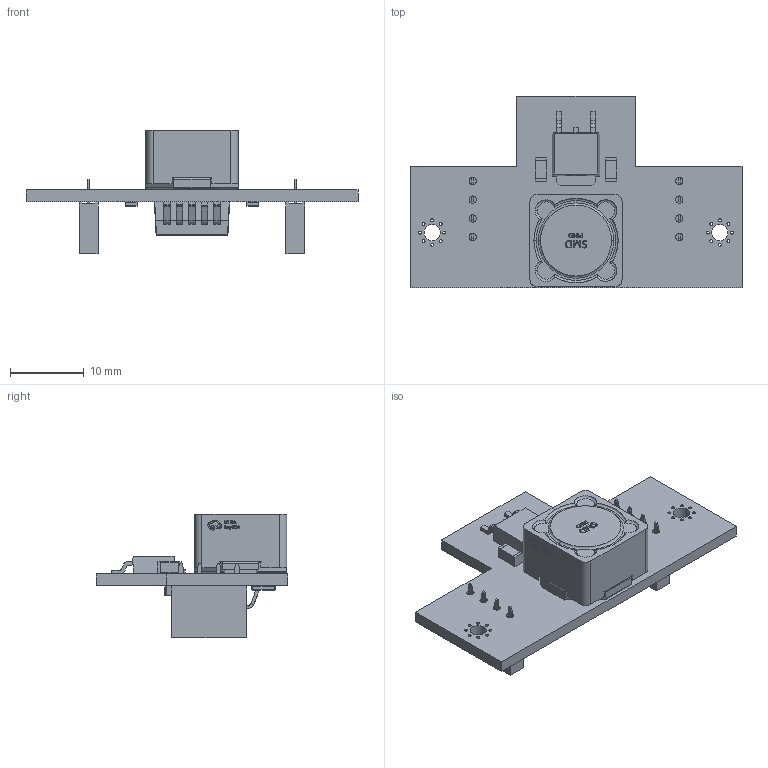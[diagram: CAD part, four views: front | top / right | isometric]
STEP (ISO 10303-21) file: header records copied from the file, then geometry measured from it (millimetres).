
FILE_DESCRIPTION(('KiCad electronic assembly'),'2;1');
FILE_NAME('boost.step','2024-12-17T00:54:27',('Pcbnew'),('Kicad'), 'Open CASCADE STEP processor 7.8','KiCad to STEP converter','Unknown' );
FILE_SCHEMA(('AUTOMOTIVE_DESIGN { 1 0 10303 214 1 1 1 1 }'));
Length unit declared in the file: millimetre
Products named in the file (14): boost 1; C_1206_3216Metric; TO-252-3_L6.5-W5.9-P4.60-LS10.0-BL; SMD-PIND_L12.5-W12.5-H8.0; R_1206_3216Metric; PinSocket_1x04_P2.54mm_Vertical; PinSocket_1x04_P254mm_Vertical; TO-263-5-5P_L10.2-W8.7-H4.5-LS14.4-P1.70; boost_PCB
Assembly tree (18 placements, depth 3):
  boost 1
    C_1206_3216Metric  x2
      C_1206_3216Metric
    TO-252-3_L6.5-W5.9-P4.60-LS10.0-BL
      TO-252-3_L6.5-W5.9-P4.60-LS10.0-BL
    SMD-PIND_L12.5-W12.5-H8.0
      SMD-PIND_L12.5-W12.5-H8.0
    R_1206_3216Metric  x4
      R_1206_3216Metric
    PinSocket_1x04_P2.54mm_Vertical  x2
      PinSocket_1x04_P254mm_Vertical
    TO-263-5-5P_L10.2-W8.7-H4.5-LS14.4-P1.70
      TO-263-5-5P_L10.2-W8.7-H4.5-LS14.4-P1.70
    boost_PCB
Bounding box: 45 x 26 x 16.7 mm (x, y, z)
Volume: 3441.7 mm3; surface area: 4642.2 mm2
Topology: 29 solids, 29 shells, 1612 faces, 4229 edges, 2764 vertices
Faces by surface type: plane 1099, bspline 342, cylinder 154, torus 13, sphere 4
Full cylindrical faces by diameter (mm): 0.4 x16, 1 x8, 2.2 x2
Entity records: 55217 total; most frequent: CARTESIAN_POINT 14170, ORIENTED_EDGE 7214, DIRECTION 5202, EDGE_CURVE 3607, LINE 2650, VECTOR 2650, VERTEX_POINT 2360, FACE_BOUND 1513
